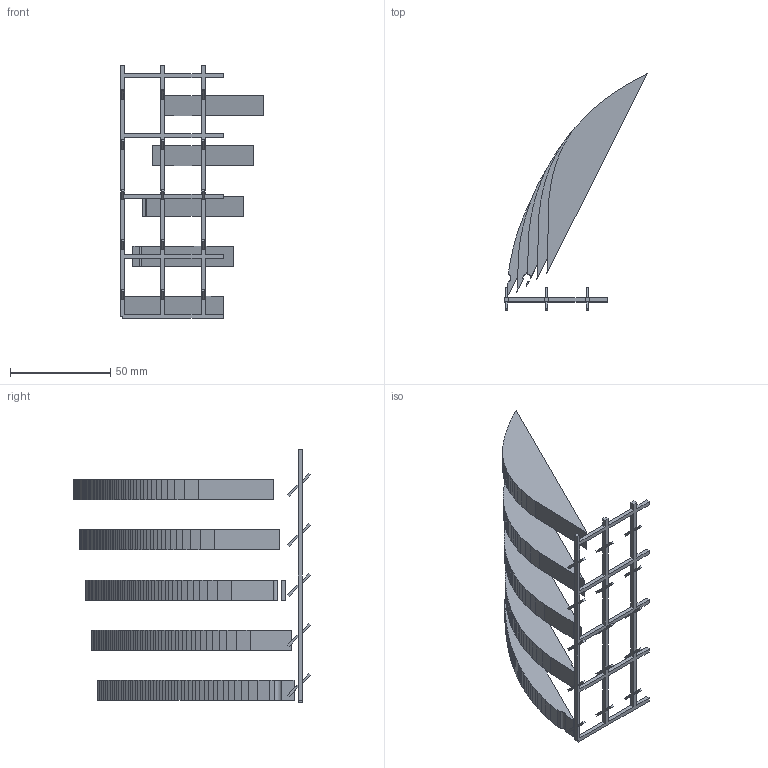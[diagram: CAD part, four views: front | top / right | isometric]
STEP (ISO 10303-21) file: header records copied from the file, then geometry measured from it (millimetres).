
FILE_DESCRIPTION(('Open CASCADE Model'),'2;1');
FILE_NAME('Open CASCADE Shape Model','2024-05-30T15:07:14',('Author'),( 'Open CASCADE'),'Open CASCADE STEP processor 7.7','Open CASCADE 7.7' ,'Unknown');
FILE_SCHEMA(('AUTOMOTIVE_DESIGN { 1 0 10303 214 1 1 1 1 }'));
Length unit declared in the file: millimetre
Products named in the file (7): Open CASCADE STEP translator 7.7 86; Open CASCADE STEP translator 7.7 86.1; Open CASCADE STEP translator 7.7 86.2; Open CASCADE STEP translator 7.7 86.3; Open CASCADE STEP translator 7.7 86.4; Open CASCADE STEP translator 7.7 86.5; Open CASCADE STEP translator 7.7 86.6
Assembly tree (6 placements, depth 2):
  Open CASCADE STEP translator 7.7 86
    Open CASCADE STEP translator 7.7 86.1
    Open CASCADE STEP translator 7.7 86.2
    Open CASCADE STEP translator 7.7 86.3
    Open CASCADE STEP translator 7.7 86.4
    Open CASCADE STEP translator 7.7 86.5
    Open CASCADE STEP translator 7.7 86.6
Bounding box: 71 x 118.16 x 126 mm (x, y, z)
Volume: 62544.6 mm3; surface area: 28924.5 mm2
Topology: 6 solids, 6 shells, 492 faces, 1350 edges, 900 vertices
Faces by surface type: plane 487, cylinder 5
Entity records: 32631 total; most frequent: CARTESIAN_POINT 5837, DIRECTION 4695, LINE 3664, VECTOR 3664, ORIENTED_EDGE 2700, PCURVE 2700, DEFINITIONAL_REPRESENTATION 2700, EDGE_CURVE 1350
